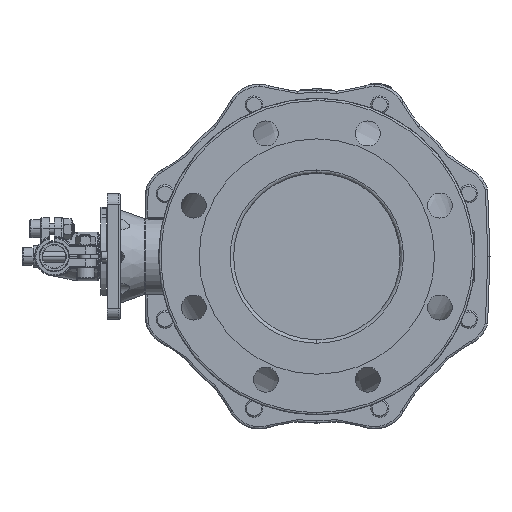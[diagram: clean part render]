
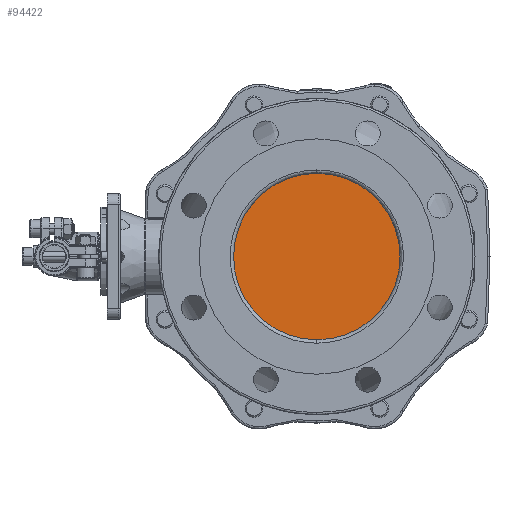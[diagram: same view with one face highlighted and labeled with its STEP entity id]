
A CAD part, left-side view. The second image highlights one B-rep face of the part: STEP entity #94422.
In plain terms, the highlighted planar face has unit normal (-1, 0, 0).
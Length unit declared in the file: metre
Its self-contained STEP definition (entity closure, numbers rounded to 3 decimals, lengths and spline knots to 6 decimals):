
#2885 = CARTESIAN_POINT ( 'NONE',  ( 0.063328, 0., 0. ) ) ;
#3597 = EDGE_CURVE ( 'NONE', #61458, #93881, #18208, .T. ) ;
#10372 = DIRECTION ( 'NONE',  ( -1., 0., 0. ) ) ;
#10429 = ORIENTED_EDGE ( 'NONE', *, *, #3597, .T. ) ;
#10626 = PLANE ( 'NONE',  #22723 ) ;
#13981 = DIRECTION ( 'NONE',  ( 0., -1., 0. ) ) ;
#17683 = ORIENTED_EDGE ( 'NONE', *, *, #95123, .T. ) ;
#18208 = CIRCLE ( 'NONE', #42989, 0.075 ) ;
#22723 = AXIS2_PLACEMENT_3D ( 'NONE', #2885, #54896, #46075 ) ;
#36948 = CARTESIAN_POINT ( 'NONE',  ( 0.063328, 0., 0. ) ) ;
#39477 = DIRECTION ( 'NONE',  ( -1., 0., 0. ) ) ;
#42989 = AXIS2_PLACEMENT_3D ( 'NONE', #90399, #39477, #13981 ) ;
#46075 = DIRECTION ( 'NONE',  ( 0., -1., 0. ) ) ;
#54896 = DIRECTION ( 'NONE',  ( -1., 0., 0. ) ) ;
#61458 = VERTEX_POINT ( 'NONE', #89942 ) ;
#69076 = DIRECTION ( 'NONE',  ( 0., -1., 0. ) ) ;
#79290 = EDGE_LOOP ( 'NONE', ( #10429, #17683 ) ) ;
#79427 = CIRCLE ( 'NONE', #106162, 0.075 ) ;
#86552 = FACE_OUTER_BOUND ( 'NONE', #79290, .T. ) ;
#89942 = CARTESIAN_POINT ( 'NONE',  ( 0.063328, -0.075, 0. ) ) ;
#90399 = CARTESIAN_POINT ( 'NONE',  ( 0.063328, 0., 0. ) ) ;
#93881 = VERTEX_POINT ( 'NONE', #103615 ) ;
#94422 = ADVANCED_FACE ( 'NONE', ( #86552 ), #10626, .T. ) ;
#95123 = EDGE_CURVE ( 'NONE', #93881, #61458, #79427, .T. ) ;
#103615 = CARTESIAN_POINT ( 'NONE',  ( 0.063328, 0.075, 0. ) ) ;
#106162 = AXIS2_PLACEMENT_3D ( 'NONE', #36948, #10372, #69076 ) ;
